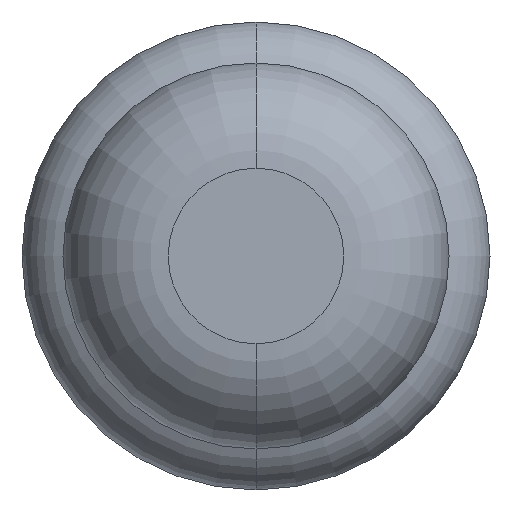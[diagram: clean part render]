
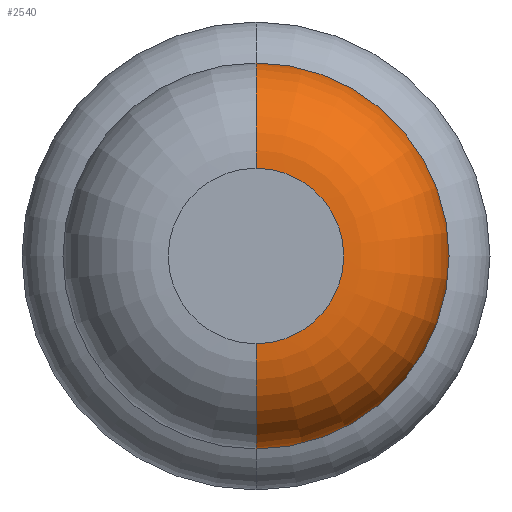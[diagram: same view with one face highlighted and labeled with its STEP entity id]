
A CAD part, front view. The second image highlights one B-rep face of the part: STEP entity #2540.
In plain terms, the highlighted toroidal (fillet/blend) face has major radius 0.375 mm and minor radius 0.45 mm.
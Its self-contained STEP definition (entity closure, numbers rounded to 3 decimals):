
#4 = DIRECTION ( 'NONE',  ( 1., 0., 0. ) ) ;
#108 = CARTESIAN_POINT ( 'NONE',  ( 0., -27.4, 0.375 ) ) ;
#142 = EDGE_CURVE ( 'Defeature ausgef�hrt1_8+Defeature ausgef�hrt1_7+Defeature ausgef�hrt1_7+Defeature ausgef�hrt1_7', #3248, #1436, #241, .T. ) ;
#217 = EDGE_LOOP ( 'NONE', ( #2702, #2569, #378, #627 ) ) ;
#241 = CIRCLE ( 'NONE', #3797, 0.375 ) ;
#249 = AXIS2_PLACEMENT_3D ( 'NONE', #2273, #693, #706 ) ;
#320 = CARTESIAN_POINT ( 'NONE',  ( 0., -27.4, -0.375 ) ) ;
#378 = ORIENTED_EDGE ( 'NONE', *, *, #2759, .F. ) ;
#568 = VERTEX_POINT ( 'NONE', #3619 ) ;
#627 = ORIENTED_EDGE ( 'NONE', *, *, #3606, .F. ) ;
#656 = AXIS2_PLACEMENT_3D ( 'NONE', #2555, #4, #1592 ) ;
#693 = DIRECTION ( 'NONE',  ( -1., 0., 0. ) ) ;
#706 = DIRECTION ( 'NONE',  ( 0., 0., 1. ) ) ;
#825 = AXIS2_PLACEMENT_3D ( 'NONE', #2917, #982, #1632 ) ;
#982 = DIRECTION ( 'NONE',  ( 0., 1., 0. ) ) ;
#1436 = VERTEX_POINT ( 'NONE', #320 ) ;
#1479 = CARTESIAN_POINT ( 'NONE',  ( 0., -26.95, 0. ) ) ;
#1509 = DIRECTION ( 'NONE',  ( 0., 0., 1. ) ) ;
#1592 = DIRECTION ( 'NONE',  ( 0., 0., -1. ) ) ;
#1632 = DIRECTION ( 'NONE',  ( 0., 0., 1. ) ) ;
#2162 = DIRECTION ( 'NONE',  ( 0., 1., 0. ) ) ;
#2273 = CARTESIAN_POINT ( 'NONE',  ( 0., -26.95, 0.375 ) ) ;
#2494 = CARTESIAN_POINT ( 'NONE',  ( 0., -26.95, 0.825 ) ) ;
#2497 = VERTEX_POINT ( 'NONE', #2494 ) ;
#2540 = ADVANCED_FACE ( 'Defeature ausgef�hrt1_8', ( #3676 ), #2596, .T. ) ;
#2555 = CARTESIAN_POINT ( 'NONE',  ( 0., -26.95, -0.375 ) ) ;
#2569 = ORIENTED_EDGE ( 'NONE', *, *, #3990, .T. ) ;
#2596 = TOROIDAL_SURFACE ( 'NONE', #4109, 0.375, 0.45 ) ;
#2620 = DIRECTION ( 'NONE',  ( 0., 0., 1. ) ) ;
#2702 = ORIENTED_EDGE ( 'NONE', *, *, #142, .T. ) ;
#2729 = CIRCLE ( 'NONE', #656, 0.45 ) ;
#2759 = EDGE_CURVE ( 'Defeature ausgef�hrt1_9+Defeature ausgef�hrt1_8+Defeature ausgef�hrt1_8+Defeature ausgef�hrt1_8', #2497, #568, #3776, .T. ) ;
#2917 = CARTESIAN_POINT ( 'NONE',  ( 0., -26.95, 0. ) ) ;
#2971 = CARTESIAN_POINT ( 'NONE',  ( 0., -27.4, 0. ) ) ;
#3132 = CIRCLE ( 'NONE', #249, 0.45 ) ;
#3248 = VERTEX_POINT ( 'NONE', #108 ) ;
#3282 = DIRECTION ( 'NONE',  ( 0., 1., 0. ) ) ;
#3606 = EDGE_CURVE ( 'NONE', #3248, #2497, #3132, .T. ) ;
#3619 = CARTESIAN_POINT ( 'NONE',  ( 0., -26.95, -0.825 ) ) ;
#3676 = FACE_OUTER_BOUND ( 'NONE', #217, .T. ) ;
#3776 = CIRCLE ( 'NONE', #825, 0.825 ) ;
#3797 = AXIS2_PLACEMENT_3D ( 'NONE', #2971, #3282, #2620 ) ;
#3990 = EDGE_CURVE ( 'NONE', #1436, #568, #2729, .T. ) ;
#4109 = AXIS2_PLACEMENT_3D ( 'NONE', #1479, #2162, #1509 ) ;
